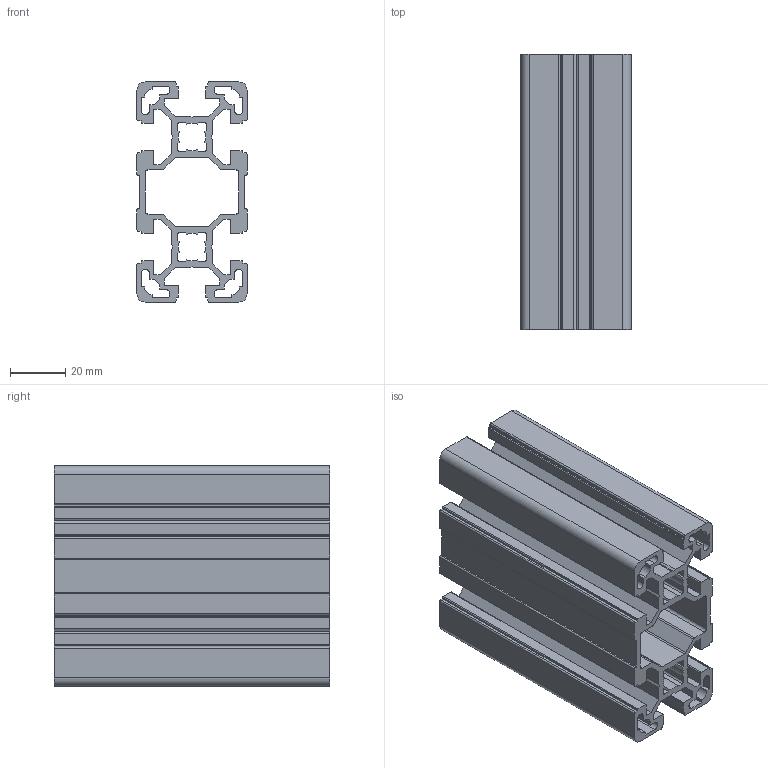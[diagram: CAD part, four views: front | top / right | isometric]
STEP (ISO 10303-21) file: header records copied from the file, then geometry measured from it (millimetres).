
FILE_DESCRIPTION( ( 'Unknown' ), '1' );
FILE_NAME( '6111310', 'Unknown', ( 'Unknown' ), ( 'JUGARD+KÜNSTNER GmbH' ), 'XStep 1.0', 'Unknown', ' ' );
FILE_SCHEMA( ( 'automotive_design' ) );
Length unit declared in the file: millimetre
Products named in the file (1): 1
Bounding box: 40 x 100 x 80 mm (x, y, z)
Volume: 98596.2 mm3; surface area: 83881.8 mm2
Topology: 1 solids, 1 shells, 280 faces, 834 edges, 556 vertices
Faces by surface type: plane 192, cylinder 88
Entity records: 11658 total; most frequent: CARTESIAN_POINT 1671, ORIENTED_EDGE 1668, DIRECTION 1572, EDGE_CURVE 834, LINE 658, VECTOR 658, VERTEX_POINT 556, AXIS2_PLACEMENT_3D 457
